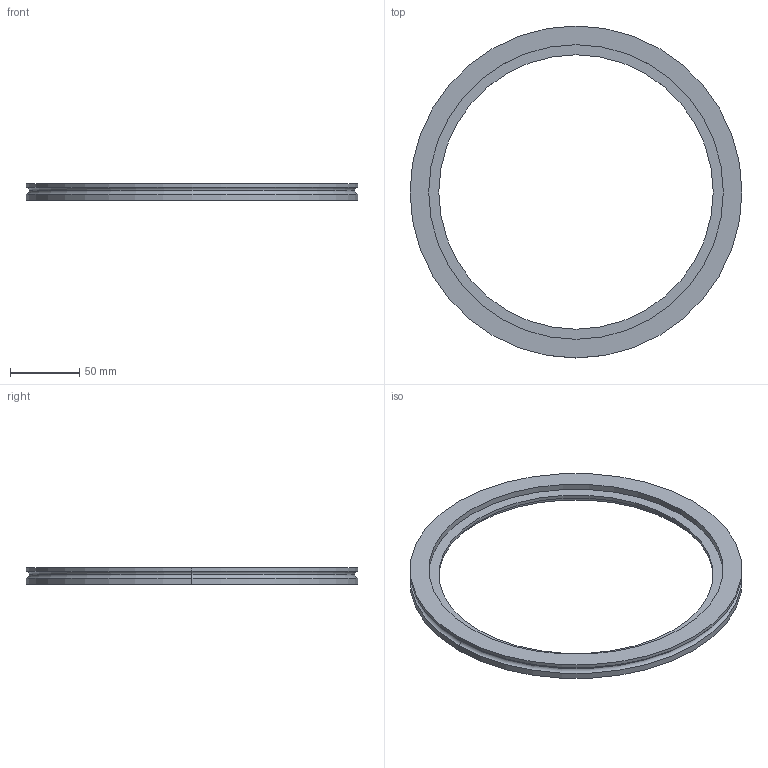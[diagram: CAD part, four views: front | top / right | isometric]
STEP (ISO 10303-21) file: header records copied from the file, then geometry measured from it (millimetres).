
FILE_DESCRIPTION (( 'STEP AP214' ), '1' );
FILE_NAME ('320FAN200-203.step', '2017-07-07T05:07:25', ( 'install' ), ( '' ), 'SwSTEP 2.0', 'SolidWorks 2015', '' );
FILE_SCHEMA (( 'AUTOMOTIVE_DESIGN' ));
Length unit declared in the file: millimetre
Products named in the file (1): 320FAN200-203
Bounding box: 240 x 240 x 12 mm (x, y, z)
Volume: 118884.8 mm3; surface area: 47684 mm2
Topology: 1 solids, 1 shells, 21 faces, 42 edges, 26 vertices
Faces by surface type: cylinder 12, plane 5, torus 4
Entity records: 596 total; most frequent: DIRECTION 116, CARTESIAN_POINT 90, ORIENTED_EDGE 84, AXIS2_PLACEMENT_3D 52, EDGE_CURVE 42, CIRCLE 30, EDGE_LOOP 26, VERTEX_POINT 26
